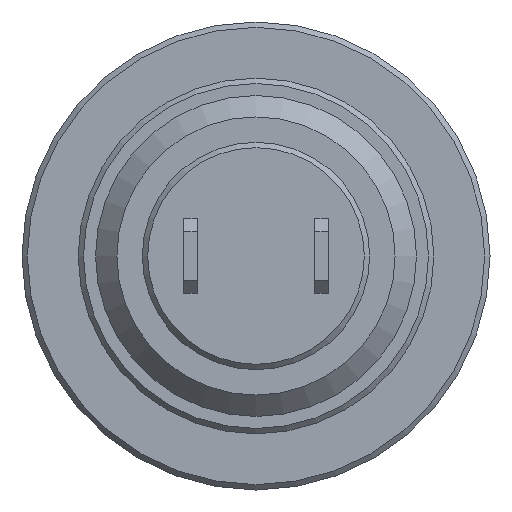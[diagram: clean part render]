
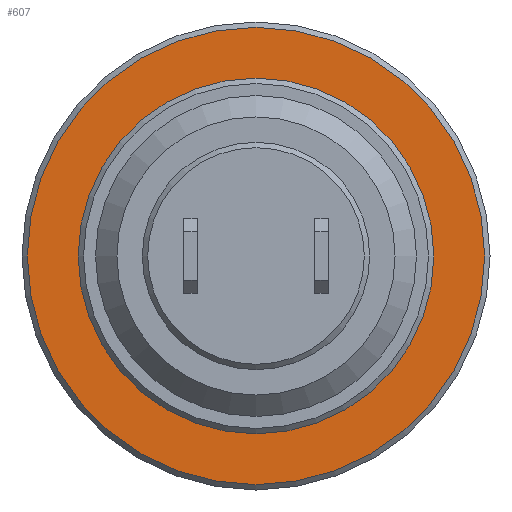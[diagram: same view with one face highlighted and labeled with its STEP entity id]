
A CAD part, front view. The second image highlights one B-rep face of the part: STEP entity #607.
In plain terms, the highlighted planar face has unit normal (0, -1, 0).
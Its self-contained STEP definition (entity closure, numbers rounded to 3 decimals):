
#545=CARTESIAN_POINT('',(8.55,9.5,0.));
#546=VERTEX_POINT('',#545);
#547=CARTESIAN_POINT('',(0.0,9.5,0.0));
#548=DIRECTION('',(0.0,1.0,0.0));
#549=DIRECTION('',(-1.0,0.0,0.0));
#550=AXIS2_PLACEMENT_3D('',#547,#548,#549);
#551=CIRCLE('',#550,8.55);
#552=EDGE_CURVE('',#546,#546,#551,.T.);
#588=CARTESIAN_POINT('',(0.,9.5,0.));
#589=DIRECTION('',(0.0,1.0,0.0));
#590=DIRECTION('',(0.0,0.0,1.0));
#591=AXIS2_PLACEMENT_3D('',#588,#589,#590);
#592=PLANE('',#591);
#593=ORIENTED_EDGE('',*,*,#552,.F.);
#594=EDGE_LOOP('',(#593));
#595=FACE_OUTER_BOUND('',#594,.T.);
#596=CARTESIAN_POINT('',(6.65,9.5,0.));
#597=VERTEX_POINT('',#596);
#598=CARTESIAN_POINT('',(0.0,9.5,0.0));
#599=DIRECTION('',(0.0,-1.0,0.0));
#600=DIRECTION('',(-1.0,0.0,0.0));
#601=AXIS2_PLACEMENT_3D('',#598,#599,#600);
#602=CIRCLE('',#601,6.65);
#603=EDGE_CURVE('',#597,#597,#602,.T.);
#604=ORIENTED_EDGE('',*,*,#603,.F.);
#605=EDGE_LOOP('',(#604));
#606=FACE_BOUND('',#605,.T.);
#607=ADVANCED_FACE('',(#595,#606),#592,.F.);
